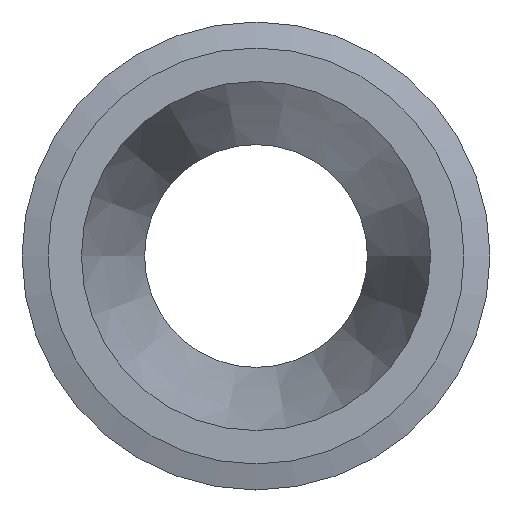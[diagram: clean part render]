
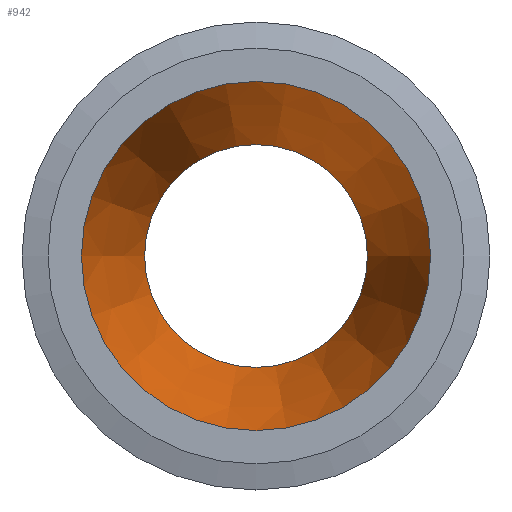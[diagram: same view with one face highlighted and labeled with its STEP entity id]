
A CAD part, left-side view. The second image highlights one B-rep face of the part: STEP entity #942.
In plain terms, the highlighted conical face has half-angle 15 degrees and reference radius 19.25 mm.
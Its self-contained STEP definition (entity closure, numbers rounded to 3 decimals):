
#75=FACE_OUTER_BOUND('',#126,.T.);
#126=EDGE_LOOP('',(#683,#684,#685,#686,#687,#688));
#179=LINE('',#1612,#211);
#211=VECTOR('',#1289,19.25);
#247=CIRCLE('',#1016,15.);
#248=CIRCLE('',#1017,15.);
#275=CIRCLE('',#1054,23.5);
#276=CIRCLE('',#1055,23.5);
#354=VERTEX_POINT('',#1539);
#355=VERTEX_POINT('',#1540);
#378=VERTEX_POINT('',#1607);
#379=VERTEX_POINT('',#1608);
#461=EDGE_CURVE('',#354,#355,#247,.T.);
#463=EDGE_CURVE('',#355,#354,#248,.T.);
#495=EDGE_CURVE('',#378,#379,#275,.T.);
#496=EDGE_CURVE('',#379,#378,#276,.T.);
#497=EDGE_CURVE('',#379,#355,#179,.T.);
#683=ORIENTED_EDGE('',*,*,#495,.T.);
#684=ORIENTED_EDGE('',*,*,#497,.T.);
#685=ORIENTED_EDGE('',*,*,#461,.F.);
#686=ORIENTED_EDGE('',*,*,#463,.F.);
#687=ORIENTED_EDGE('',*,*,#497,.F.);
#688=ORIENTED_EDGE('',*,*,#496,.T.);
#864=CONICAL_SURFACE('',#1056,19.25,0.262);
#942=ADVANCED_FACE('',(#75),#864,.F.);
#1016=AXIS2_PLACEMENT_3D('',#1541,#1201,#1202);
#1017=AXIS2_PLACEMENT_3D('',#1543,#1204,#1205);
#1054=AXIS2_PLACEMENT_3D('',#1609,#1283,#1284);
#1055=AXIS2_PLACEMENT_3D('',#1610,#1285,#1286);
#1056=AXIS2_PLACEMENT_3D('',#1611,#1287,#1288);
#1201=DIRECTION('center_axis',(-1.,0.,0.));
#1202=DIRECTION('ref_axis',(0.,-1.,0.));
#1204=DIRECTION('center_axis',(-1.,0.,0.));
#1205=DIRECTION('ref_axis',(0.,-1.,0.));
#1283=DIRECTION('center_axis',(-1.,0.,0.));
#1284=DIRECTION('ref_axis',(0.,-1.,0.));
#1285=DIRECTION('center_axis',(-1.,0.,0.));
#1286=DIRECTION('ref_axis',(0.,-1.,0.));
#1287=DIRECTION('center_axis',(-1.,0.,0.));
#1288=DIRECTION('ref_axis',(0.,-1.,0.));
#1289=DIRECTION('',(0.966,-0.259,0.));
#1539=CARTESIAN_POINT('',(31.722,-15.,0.));
#1540=CARTESIAN_POINT('',(31.722,15.,0.));
#1541=CARTESIAN_POINT('Origin',(31.722,0.,0.));
#1543=CARTESIAN_POINT('Origin',(31.722,0.,0.));
#1607=CARTESIAN_POINT('',(0.,-23.5,0.));
#1608=CARTESIAN_POINT('',(0.,23.5,0.));
#1609=CARTESIAN_POINT('Origin',(0.,0.,0.));
#1610=CARTESIAN_POINT('Origin',(0.,0.,0.));
#1611=CARTESIAN_POINT('Origin',(15.861,0.,0.));
#1612=CARTESIAN_POINT('',(15.861,19.25,0.));
